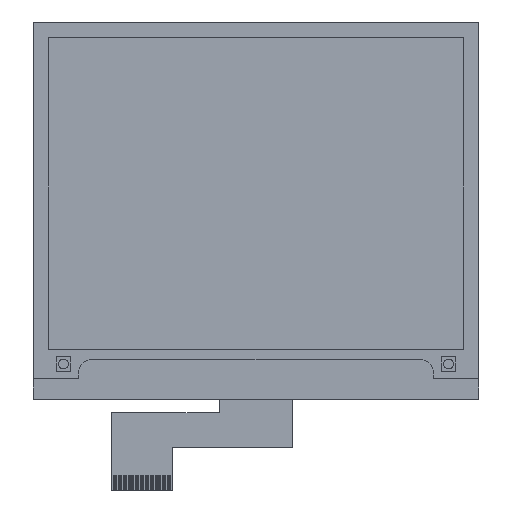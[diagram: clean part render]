
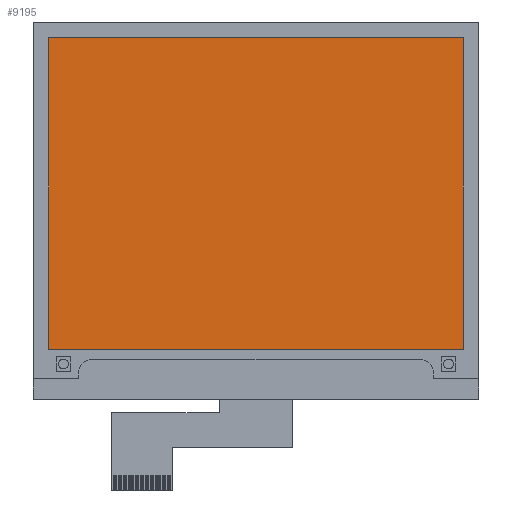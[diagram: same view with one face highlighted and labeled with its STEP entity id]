
A CAD part, top view. The second image highlights one B-rep face of the part: STEP entity #9195.
In plain terms, the highlighted planar face has unit normal (0, 0, 1).
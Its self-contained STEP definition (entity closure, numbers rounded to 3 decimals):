
#167=FACE_OUTER_BOUND('',#719,.T.);
#719=EDGE_LOOP('',(#6109,#6110,#6111,#6112));
#1249=LINE('',#12752,#2545);
#1253=LINE('',#12760,#2549);
#1256=LINE('',#12766,#2552);
#1259=LINE('',#12771,#2555);
#2545=VECTOR('',#10348,10.);
#2549=VECTOR('',#10354,10.);
#2552=VECTOR('',#10359,10.);
#2555=VECTOR('',#10364,10.);
#3841=VERTEX_POINT('',#12750);
#3842=VERTEX_POINT('',#12751);
#3845=VERTEX_POINT('',#12759);
#3847=VERTEX_POINT('',#12765);
#4713=EDGE_CURVE('',#3841,#3842,#1249,.T.);
#4717=EDGE_CURVE('',#3842,#3845,#1253,.T.);
#4720=EDGE_CURVE('',#3845,#3847,#1256,.T.);
#4723=EDGE_CURVE('',#3847,#3841,#1259,.T.);
#6109=ORIENTED_EDGE('',*,*,#4713,.T.);
#6110=ORIENTED_EDGE('',*,*,#4717,.T.);
#6111=ORIENTED_EDGE('',*,*,#4720,.T.);
#6112=ORIENTED_EDGE('',*,*,#4723,.T.);
#8652=PLANE('',#9814);
#9195=ADVANCED_FACE('',(#167),#8652,.T.);
#9814=AXIS2_PLACEMENT_3D('',#12856,#10438,#10439);
#10348=DIRECTION('',(-1.,0.,0.));
#10354=DIRECTION('',(0.,-1.,0.));
#10359=DIRECTION('',(1.,0.,0.));
#10364=DIRECTION('',(0.,1.,0.));
#10438=DIRECTION('center_axis',(0.,0.,1.));
#10439=DIRECTION('ref_axis',(1.,0.,0.));
#12750=CARTESIAN_POINT('',(87.8,73.8,0.62));
#12751=CARTESIAN_POINT('',(3.2,73.8,0.62));
#12752=CARTESIAN_POINT('',(24.35,73.8,0.62));
#12759=CARTESIAN_POINT('',(3.2,10.2,0.62));
#12760=CARTESIAN_POINT('',(3.2,24.35,0.62));
#12765=CARTESIAN_POINT('',(87.8,10.2,0.62));
#12766=CARTESIAN_POINT('',(66.65,10.2,0.62));
#12771=CARTESIAN_POINT('',(87.8,56.15,0.62));
#12856=CARTESIAN_POINT('Origin',(45.5,38.5,0.62));
